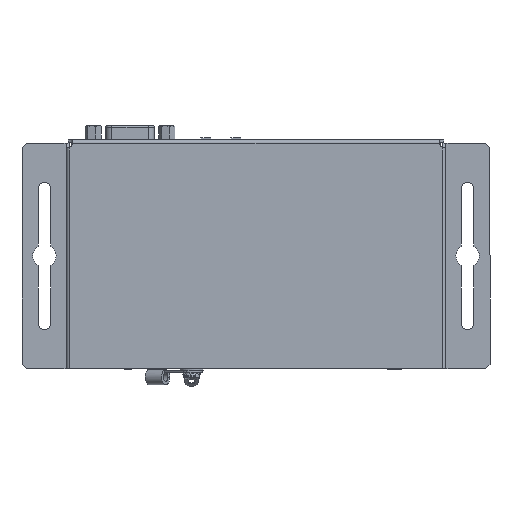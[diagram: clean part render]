
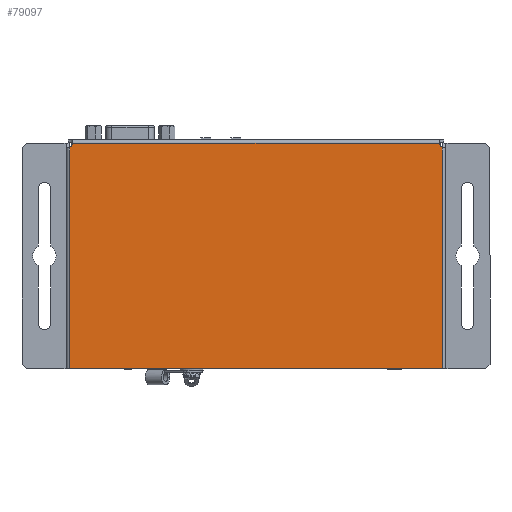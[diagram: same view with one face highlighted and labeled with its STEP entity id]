
A CAD part, front view. The second image highlights one B-rep face of the part: STEP entity #79097.
In plain terms, the highlighted face is planar.
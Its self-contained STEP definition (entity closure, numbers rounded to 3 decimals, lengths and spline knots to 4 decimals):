
#14818 = VERTEX_POINT ( 'NONE', #71291 ) ;
#14822 = VERTEX_POINT ( 'NONE', #71285 ) ;
#14838 = VERTEX_POINT ( 'NONE', #71279 ) ;
#14998 = VERTEX_POINT ( 'NONE', #71362 ) ;
#15024 = VERTEX_POINT ( 'NONE', #71328 ) ;
#15029 = VERTEX_POINT ( 'NONE', #71367 ) ;
#36768 = FACE_OUTER_BOUND ( 'NONE', #132338, .T. ) ;
#36774 = PLANE ( 'NONE',  #80730 ) ;
#36776 = CARTESIAN_POINT ( 'NONE',  ( 2.455, 0., 2.481 ) ) ;
#36820 = DIRECTION ( 'NONE',  ( 0., 0., 1. ) ) ;
#36901 = DIRECTION ( 'NONE',  ( 0., 1., 0. ) ) ;
#42815 = CIRCLE ( 'NONE', #42903, 0.075 ) ;
#42887 = VECTOR ( 'NONE', #120986, 39.3701 ) ;
#42903 = AXIS2_PLACEMENT_3D ( 'NONE', #120996, #120988, #120994 ) ;
#42932 = VECTOR ( 'NONE', #121205, 39.3701 ) ;
#42979 = VECTOR ( 'NONE', #121200, 39.3701 ) ;
#43128 = CIRCLE ( 'NONE', #43130, 0.075 ) ;
#43130 = AXIS2_PLACEMENT_3D ( 'NONE', #121630, #121632, #121633 ) ;
#43242 = VECTOR ( 'NONE', #121814, 39.3701 ) ;
#71279 = CARTESIAN_POINT ( 'NONE',  ( 2.4465, 0., 1.508 ) ) ;
#71285 = CARTESIAN_POINT ( 'NONE',  ( -2.488, 0., 1.4552 ) ) ;
#71291 = CARTESIAN_POINT ( 'NONE',  ( -2.488, 0., -1.508 ) ) ;
#71328 = CARTESIAN_POINT ( 'NONE',  ( 2.488, 0., 1.4552 ) ) ;
#71362 = CARTESIAN_POINT ( 'NONE',  ( 2.488, 0., -1.508 ) ) ;
#71367 = CARTESIAN_POINT ( 'NONE',  ( -2.4465, 0., 1.508 ) ) ;
#74710 = EDGE_CURVE ( 'NONE', #14822, #14818, #120971, .T. ) ;
#74720 = EDGE_CURVE ( 'NONE', #14838, #15024, #42815, .T. ) ;
#74853 = EDGE_CURVE ( 'NONE', #14838, #15029, #121187, .T. ) ;
#74884 = EDGE_CURVE ( 'NONE', #14998, #15024, #121239, .T. ) ;
#75132 = EDGE_CURVE ( 'NONE', #14822, #15029, #43128, .T. ) ;
#75206 = EDGE_CURVE ( 'NONE', #14998, #14818, #121700, .T. ) ;
#79097 = ADVANCED_FACE ( 'NONE', ( #36768 ), #36774, .T. ) ;
#80730 = AXIS2_PLACEMENT_3D ( 'NONE', #36776, #36901, #36820 ) ;
#120971 = LINE ( 'NONE', #121001, #42887 ) ;
#120986 = DIRECTION ( 'NONE',  ( 0., 0., -1. ) ) ;
#120988 = DIRECTION ( 'NONE',  ( 0., -1., 0. ) ) ;
#120994 = DIRECTION ( 'NONE',  ( 0., 0., 1. ) ) ;
#120996 = CARTESIAN_POINT ( 'NONE',  ( 2.52, 0., 1.523 ) ) ;
#121001 = CARTESIAN_POINT ( 'NONE',  ( -2.488, 0., 2.481 ) ) ;
#121122 = CARTESIAN_POINT ( 'NONE',  ( 2.455, 0., 1.508 ) ) ;
#121187 = LINE ( 'NONE', #121122, #42932 ) ;
#121200 = DIRECTION ( 'NONE',  ( 0., 0., 1. ) ) ;
#121205 = DIRECTION ( 'NONE',  ( -1., 0., 0. ) ) ;
#121209 = CARTESIAN_POINT ( 'NONE',  ( 2.488, 0., 2.481 ) ) ;
#121239 = LINE ( 'NONE', #121209, #42979 ) ;
#121630 = CARTESIAN_POINT ( 'NONE',  ( -2.52, 0., 1.523 ) ) ;
#121632 = DIRECTION ( 'NONE',  ( 0., -1., 0. ) ) ;
#121633 = DIRECTION ( 'NONE',  ( 0., 0., 1. ) ) ;
#121700 = LINE ( 'NONE', #121797, #43242 ) ;
#121797 = CARTESIAN_POINT ( 'NONE',  ( 4.0575, 0., -1.508 ) ) ;
#121814 = DIRECTION ( 'NONE',  ( -1., 0., 0. ) ) ;
#129004 = ORIENTED_EDGE ( 'NONE', *, *, #75132, .T. ) ;
#129058 = ORIENTED_EDGE ( 'NONE', *, *, #75206, .T. ) ;
#129062 = ORIENTED_EDGE ( 'NONE', *, *, #74884, .F. ) ;
#129088 = ORIENTED_EDGE ( 'NONE', *, *, #74710, .F. ) ;
#129124 = ORIENTED_EDGE ( 'NONE', *, *, #74720, .T. ) ;
#129130 = ORIENTED_EDGE ( 'NONE', *, *, #74853, .F. ) ;
#132338 = EDGE_LOOP ( 'NONE', ( #129130, #129124, #129062, #129058, #129088, #129004 ) ) ;
